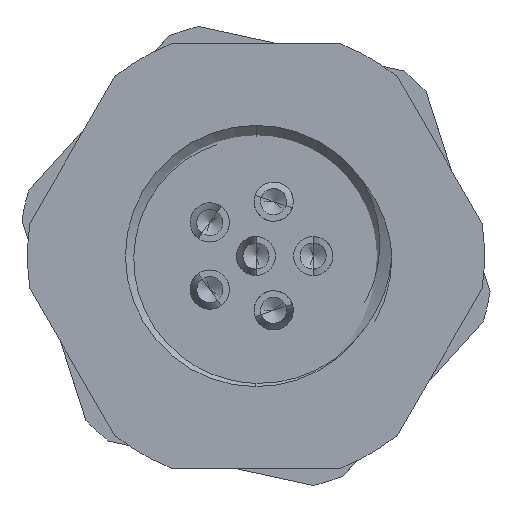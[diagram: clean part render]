
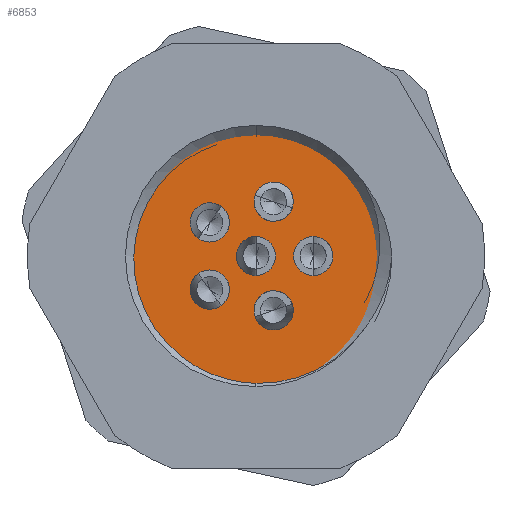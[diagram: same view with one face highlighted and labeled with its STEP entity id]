
A CAD part, left-side view. The second image highlights one B-rep face of the part: STEP entity #6853.
In plain terms, the highlighted face is planar.
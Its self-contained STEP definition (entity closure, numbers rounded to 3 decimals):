
#17 = AXIS2_PLACEMENT_3D ( 'NONE', #928, #9848, #13015 ) ;
#155 = CARTESIAN_POINT ( 'NONE',  ( 8.25, 0., 4. ) ) ;
#167 = EDGE_CURVE ( 'NONE', #667, #4153, #6773, .T. ) ;
#258 = VERTEX_POINT ( 'NONE', #8624 ) ;
#345 = CIRCLE ( 'NONE', #11112, 0.6 ) ;
#350 = EDGE_LOOP ( 'NONE', ( #8010, #8057 ) ) ;
#541 = AXIS2_PLACEMENT_3D ( 'NONE', #5700, #7747, #11844 ) ;
#627 = CARTESIAN_POINT ( 'NONE',  ( 8.25, -1.75, -0.6 ) ) ;
#667 = VERTEX_POINT ( 'NONE', #669 ) ;
#669 = CARTESIAN_POINT ( 'NONE',  ( 8.25, 1.416, 0.429 ) ) ;
#688 = EDGE_CURVE ( 'NONE', #4153, #667, #4877, .T. ) ;
#775 = EDGE_CURVE ( 'NONE', #5704, #10365, #9720, .T. ) ;
#826 = CIRCLE ( 'NONE', #12640, 0.6 ) ;
#928 = CARTESIAN_POINT ( 'NONE',  ( 8.25, -1.75, 0. ) ) ;
#1308 = AXIS2_PLACEMENT_3D ( 'NONE', #4637, #5766, #3647 ) ;
#1414 = DIRECTION ( 'NONE',  ( 1., 0., 0. ) ) ;
#1444 = DIRECTION ( 'NONE',  ( 0., 0., -1. ) ) ;
#1461 = EDGE_CURVE ( 'NONE', #5010, #3189, #8049, .T. ) ;
#1553 = CARTESIAN_POINT ( 'NONE',  ( 8.25, 0., 0. ) ) ;
#1568 = DIRECTION ( 'NONE',  ( 0., 0., -1. ) ) ;
#1677 = CIRCLE ( 'NONE', #10744, 0.6 ) ;
#1750 = CARTESIAN_POINT ( 'NONE',  ( 8.25, -0.541, -1.064 ) ) ;
#1928 = CARTESIAN_POINT ( 'NONE',  ( 8.25, 0., -0.6 ) ) ;
#2254 = CIRCLE ( 'NONE', #8987, 0.6 ) ;
#2298 = EDGE_LOOP ( 'NONE', ( #2334, #11179 ) ) ;
#2334 = ORIENTED_EDGE ( 'NONE', *, *, #5629, .F. ) ;
#2372 = CARTESIAN_POINT ( 'NONE',  ( 8.25, 1.416, 1.629 ) ) ;
#2497 = CARTESIAN_POINT ( 'NONE',  ( 8.25, 1.416, 1.029 ) ) ;
#2609 = CARTESIAN_POINT ( 'NONE',  ( 8.25, 0., -4. ) ) ;
#2780 = VERTEX_POINT ( 'NONE', #3624 ) ;
#3189 = VERTEX_POINT ( 'NONE', #12317 ) ;
#3239 = EDGE_CURVE ( 'NONE', #5772, #6508, #5034, .T. ) ;
#3391 = DIRECTION ( 'NONE',  ( 0., 0., -1. ) ) ;
#3452 = DIRECTION ( 'NONE',  ( 0., 0., -1. ) ) ;
#3584 = FACE_BOUND ( 'NONE', #5339, .T. ) ;
#3624 = CARTESIAN_POINT ( 'NONE',  ( 8.25, -0.541, -2.264 ) ) ;
#3647 = DIRECTION ( 'NONE',  ( 0., 0., -1. ) ) ;
#3707 = DIRECTION ( 'NONE',  ( 0., 0., -1. ) ) ;
#3710 = DIRECTION ( 'NONE',  ( 1., 0., 0. ) ) ;
#3782 = FACE_BOUND ( 'NONE', #9042, .T. ) ;
#4153 = VERTEX_POINT ( 'NONE', #2372 ) ;
#4301 = ORIENTED_EDGE ( 'NONE', *, *, #1461, .F. ) ;
#4311 = CARTESIAN_POINT ( 'NONE',  ( 8.25, -0.541, 1.664 ) ) ;
#4386 = ORIENTED_EDGE ( 'NONE', *, *, #10345, .F. ) ;
#4436 = AXIS2_PLACEMENT_3D ( 'NONE', #2497, #10610, #1568 ) ;
#4637 = CARTESIAN_POINT ( 'NONE',  ( 8.25, 0., 0. ) ) ;
#4725 = VERTEX_POINT ( 'NONE', #1750 ) ;
#4747 = EDGE_CURVE ( 'NONE', #4725, #2780, #1677, .T. ) ;
#4877 = CIRCLE ( 'NONE', #12255, 0.6 ) ;
#4956 = ORIENTED_EDGE ( 'NONE', *, *, #12627, .F. ) ;
#5010 = VERTEX_POINT ( 'NONE', #1928 ) ;
#5022 = AXIS2_PLACEMENT_3D ( 'NONE', #8431, #7452, #1444 ) ;
#5034 = CIRCLE ( 'NONE', #8407, 4. ) ;
#5136 = ORIENTED_EDGE ( 'NONE', *, *, #688, .F. ) ;
#5215 = DIRECTION ( 'NONE',  ( 1., 0., 0. ) ) ;
#5339 = EDGE_LOOP ( 'NONE', ( #7162, #4386 ) ) ;
#5462 = ORIENTED_EDGE ( 'NONE', *, *, #775, .F. ) ;
#5507 = CARTESIAN_POINT ( 'NONE',  ( 8.25, 1.416, -1.029 ) ) ;
#5567 = CARTESIAN_POINT ( 'NONE',  ( 8.25, 1.416, -1.029 ) ) ;
#5575 = DIRECTION ( 'NONE',  ( 0., 0., 1. ) ) ;
#5629 = EDGE_CURVE ( 'NONE', #2780, #4725, #826, .T. ) ;
#5700 = CARTESIAN_POINT ( 'NONE',  ( 8.25, 4., 0. ) ) ;
#5704 = VERTEX_POINT ( 'NONE', #627 ) ;
#5766 = DIRECTION ( 'NONE',  ( 1., 0., 0. ) ) ;
#5772 = VERTEX_POINT ( 'NONE', #2609 ) ;
#5894 = EDGE_LOOP ( 'NONE', ( #7154, #7129 ) ) ;
#6221 = ORIENTED_EDGE ( 'NONE', *, *, #167, .F. ) ;
#6508 = VERTEX_POINT ( 'NONE', #155 ) ;
#6634 = FACE_BOUND ( 'NONE', #350, .T. ) ;
#6646 = DIRECTION ( 'NONE',  ( 1., 0., 0. ) ) ;
#6703 = FACE_BOUND ( 'NONE', #8115, .T. ) ;
#6710 = DIRECTION ( 'NONE',  ( -1., 0., 0. ) ) ;
#6773 = CIRCLE ( 'NONE', #4436, 0.6 ) ;
#6853 = ADVANCED_FACE ( 'NONE', ( #3782, #3584, #9722, #7612, #6634, #6703, #11649 ), #12694, .F. ) ;
#7129 = ORIENTED_EDGE ( 'NONE', *, *, #3239, .F. ) ;
#7154 = ORIENTED_EDGE ( 'NONE', *, *, #11062, .F. ) ;
#7162 = ORIENTED_EDGE ( 'NONE', *, *, #10114, .F. ) ;
#7452 = DIRECTION ( 'NONE',  ( 1., 0., 0. ) ) ;
#7551 = VERTEX_POINT ( 'NONE', #8679 ) ;
#7612 = FACE_BOUND ( 'NONE', #2298, .T. ) ;
#7744 = DIRECTION ( 'NONE',  ( 0., 0., -1. ) ) ;
#7747 = DIRECTION ( 'NONE',  ( -1., 0., 0. ) ) ;
#7911 = CARTESIAN_POINT ( 'NONE',  ( 8.25, 0., 0. ) ) ;
#7936 = CARTESIAN_POINT ( 'NONE',  ( 8.25, -0.541, 1.664 ) ) ;
#7949 = AXIS2_PLACEMENT_3D ( 'NONE', #5507, #1414, #11328 ) ;
#8010 = ORIENTED_EDGE ( 'NONE', *, *, #10647, .F. ) ;
#8016 = DIRECTION ( 'NONE',  ( 1., 0., 0. ) ) ;
#8049 = CIRCLE ( 'NONE', #1308, 0.6 ) ;
#8057 = ORIENTED_EDGE ( 'NONE', *, *, #10713, .F. ) ;
#8115 = EDGE_LOOP ( 'NONE', ( #6221, #5136 ) ) ;
#8407 = AXIS2_PLACEMENT_3D ( 'NONE', #1553, #6710, #5575 ) ;
#8431 = CARTESIAN_POINT ( 'NONE',  ( 8.25, 0., 0. ) ) ;
#8574 = CIRCLE ( 'NONE', #9415, 0.6 ) ;
#8624 = CARTESIAN_POINT ( 'NONE',  ( 8.25, 1.416, -0.429 ) ) ;
#8679 = CARTESIAN_POINT ( 'NONE',  ( 8.25, -0.541, 1.064 ) ) ;
#8720 = CARTESIAN_POINT ( 'NONE',  ( 8.25, 1.416, 1.029 ) ) ;
#8938 = VERTEX_POINT ( 'NONE', #11238 ) ;
#8987 = AXIS2_PLACEMENT_3D ( 'NONE', #7936, #5215, #12281 ) ;
#9042 = EDGE_LOOP ( 'NONE', ( #4301, #4956 ) ) ;
#9324 = EDGE_LOOP ( 'NONE', ( #5462, #9505 ) ) ;
#9352 = VERTEX_POINT ( 'NONE', #10291 ) ;
#9415 = AXIS2_PLACEMENT_3D ( 'NONE', #12755, #3710, #7744 ) ;
#9505 = ORIENTED_EDGE ( 'NONE', *, *, #10296, .F. ) ;
#9694 = DIRECTION ( 'NONE',  ( 0., 0., 1. ) ) ;
#9720 = CIRCLE ( 'NONE', #17, 0.6 ) ;
#9722 = FACE_BOUND ( 'NONE', #9324, .T. ) ;
#9848 = DIRECTION ( 'NONE',  ( 1., 0., 0. ) ) ;
#10114 = EDGE_CURVE ( 'NONE', #7551, #9352, #345, .T. ) ;
#10266 = CIRCLE ( 'NONE', #7949, 0.6 ) ;
#10291 = CARTESIAN_POINT ( 'NONE',  ( 8.25, -0.541, 2.264 ) ) ;
#10296 = EDGE_CURVE ( 'NONE', #10365, #5704, #8574, .T. ) ;
#10345 = EDGE_CURVE ( 'NONE', #9352, #7551, #2254, .T. ) ;
#10365 = VERTEX_POINT ( 'NONE', #11968 ) ;
#10587 = DIRECTION ( 'NONE',  ( 1., 0., 0. ) ) ;
#10610 = DIRECTION ( 'NONE',  ( 1., 0., 0. ) ) ;
#10647 = EDGE_CURVE ( 'NONE', #8938, #258, #10266, .T. ) ;
#10664 = DIRECTION ( 'NONE',  ( 0., 0., -1. ) ) ;
#10713 = EDGE_CURVE ( 'NONE', #258, #8938, #11329, .T. ) ;
#10744 = AXIS2_PLACEMENT_3D ( 'NONE', #12840, #8016, #10932 ) ;
#10932 = DIRECTION ( 'NONE',  ( 0., 0., -1. ) ) ;
#10963 = DIRECTION ( 'NONE',  ( -1., 0., 0. ) ) ;
#11062 = EDGE_CURVE ( 'NONE', #6508, #5772, #12807, .T. ) ;
#11112 = AXIS2_PLACEMENT_3D ( 'NONE', #4311, #12558, #3452 ) ;
#11179 = ORIENTED_EDGE ( 'NONE', *, *, #4747, .F. ) ;
#11238 = CARTESIAN_POINT ( 'NONE',  ( 8.25, 1.416, -1.629 ) ) ;
#11328 = DIRECTION ( 'NONE',  ( 0., 0., -1. ) ) ;
#11329 = CIRCLE ( 'NONE', #12376, 0.6 ) ;
#11649 = FACE_OUTER_BOUND ( 'NONE', #5894, .T. ) ;
#11755 = AXIS2_PLACEMENT_3D ( 'NONE', #7911, #10963, #9694 ) ;
#11774 = CIRCLE ( 'NONE', #5022, 0.6 ) ;
#11844 = DIRECTION ( 'NONE',  ( 0., 0., 1. ) ) ;
#11968 = CARTESIAN_POINT ( 'NONE',  ( 8.25, -1.75, 0.6 ) ) ;
#12255 = AXIS2_PLACEMENT_3D ( 'NONE', #8720, #12752, #3707 ) ;
#12281 = DIRECTION ( 'NONE',  ( 0., 0., -1. ) ) ;
#12317 = CARTESIAN_POINT ( 'NONE',  ( 8.25, 0., 0.6 ) ) ;
#12376 = AXIS2_PLACEMENT_3D ( 'NONE', #5567, #10587, #3391 ) ;
#12558 = DIRECTION ( 'NONE',  ( 1., 0., 0. ) ) ;
#12627 = EDGE_CURVE ( 'NONE', #3189, #5010, #11774, .T. ) ;
#12640 = AXIS2_PLACEMENT_3D ( 'NONE', #12710, #6646, #10664 ) ;
#12694 = PLANE ( 'NONE',  #541 ) ;
#12710 = CARTESIAN_POINT ( 'NONE',  ( 8.25, -0.541, -1.664 ) ) ;
#12752 = DIRECTION ( 'NONE',  ( 1., 0., 0. ) ) ;
#12755 = CARTESIAN_POINT ( 'NONE',  ( 8.25, -1.75, 0. ) ) ;
#12807 = CIRCLE ( 'NONE', #11755, 4. ) ;
#12840 = CARTESIAN_POINT ( 'NONE',  ( 8.25, -0.541, -1.664 ) ) ;
#13015 = DIRECTION ( 'NONE',  ( 0., 0., -1. ) ) ;
